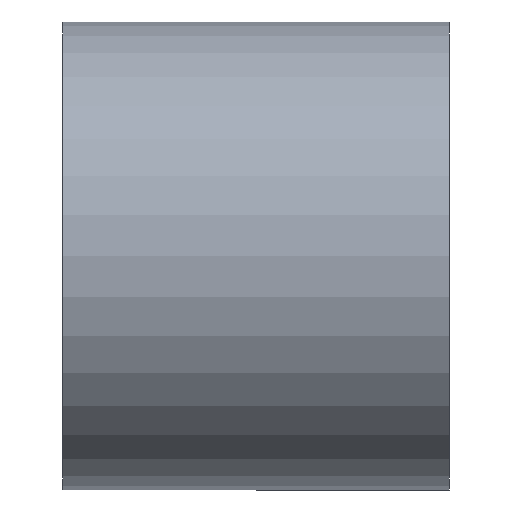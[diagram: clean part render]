
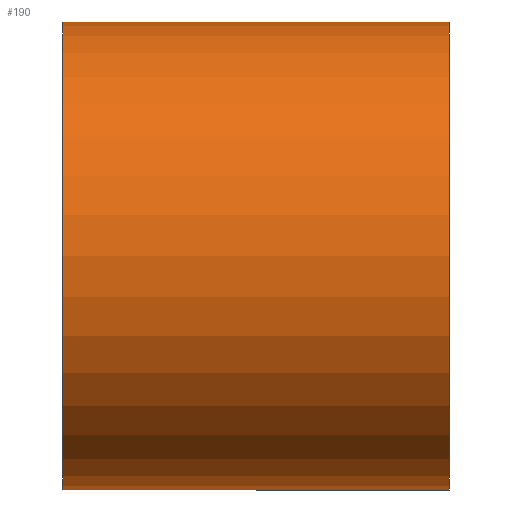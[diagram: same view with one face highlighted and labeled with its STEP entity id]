
A CAD part, front view. The second image highlights one B-rep face of the part: STEP entity #190.
In plain terms, the highlighted cylindrical face has radius 40 mm (diameter 80 mm), a full revolution.
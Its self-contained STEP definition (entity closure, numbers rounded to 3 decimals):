
#10 = DIRECTION ( 'NONE',  ( -1., 0., 0. ) ) ;
#21 = ORIENTED_EDGE ( 'NONE', *, *, #218, .T. ) ;
#32 = FACE_OUTER_BOUND ( 'NONE', #288, .T. ) ;
#47 = VERTEX_POINT ( 'NONE', #347 ) ;
#57 = CIRCLE ( 'NONE', #342, 40. ) ;
#81 = CIRCLE ( 'NONE', #185, 40. ) ;
#96 = CARTESIAN_POINT ( 'NONE',  ( 33., 0., 0. ) ) ;
#100 = DIRECTION ( 'NONE',  ( 0., 0., 1. ) ) ;
#120 = FACE_OUTER_BOUND ( 'NONE', #250, .T. ) ;
#149 = CARTESIAN_POINT ( 'NONE',  ( -33., 0., 0. ) ) ;
#185 = AXIS2_PLACEMENT_3D ( 'NONE', #343, #270, #241 ) ;
#189 = CARTESIAN_POINT ( 'NONE',  ( 33., 0., 40. ) ) ;
#190 = ADVANCED_FACE ( 'NONE', ( #120, #32 ), #208, .T. ) ;
#208 = CYLINDRICAL_SURFACE ( 'NONE', #293, 40. ) ;
#218 = EDGE_CURVE ( 'NONE', #249, #249, #57, .T. ) ;
#239 = ORIENTED_EDGE ( 'NONE', *, *, #326, .F. ) ;
#241 = DIRECTION ( 'NONE',  ( 0., 0., 1. ) ) ;
#249 = VERTEX_POINT ( 'NONE', #189 ) ;
#250 = EDGE_LOOP ( 'NONE', ( #239 ) ) ;
#270 = DIRECTION ( 'NONE',  ( -1., 0., 0. ) ) ;
#288 = EDGE_LOOP ( 'NONE', ( #21 ) ) ;
#293 = AXIS2_PLACEMENT_3D ( 'NONE', #149, #10, #100 ) ;
#326 = EDGE_CURVE ( 'NONE', #47, #47, #81, .T. ) ;
#342 = AXIS2_PLACEMENT_3D ( 'NONE', #96, #344, #381 ) ;
#343 = CARTESIAN_POINT ( 'NONE',  ( -33., 0., 0. ) ) ;
#344 = DIRECTION ( 'NONE',  ( -1., 0., 0. ) ) ;
#347 = CARTESIAN_POINT ( 'NONE',  ( -33., 0., 40. ) ) ;
#381 = DIRECTION ( 'NONE',  ( 0., 0., 1. ) ) ;
